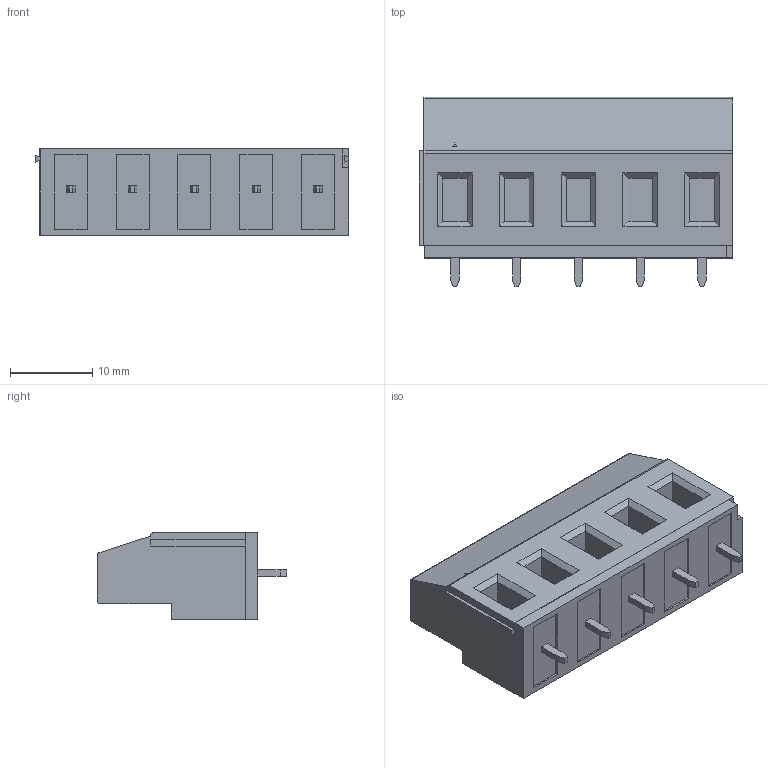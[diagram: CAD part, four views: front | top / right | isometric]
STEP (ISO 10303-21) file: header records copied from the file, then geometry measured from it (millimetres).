
FILE_DESCRIPTION (( 'STEP AP214' ), '1' );
FILE_NAME ('DG129-7.5-05P-14-00AH.STEP', '2021-01-12T19:49:39', ( '' ), ( '' ), 'SwSTEP 2.0', 'SolidWorks 2020', '' );
FILE_SCHEMA (( 'AUTOMOTIVE_DESIGN' ));
Length unit declared in the file: millimetre
Products named in the file (1): DG129-7.5-05P-14-00AH
Bounding box: 38.1 x 23 x 10.5 mm (x, y, z)
Volume: 5945.6 mm3; surface area: 3602.1 mm2
Topology: 1 solids, 1 shells, 592 faces, 1530 edges, 999 vertices
Faces by surface type: plane 344, bspline 166, cylinder 49, torus 25, cone 8
Entity records: 30306 total; most frequent: CARTESIAN_POINT 12500, ORIENTED_EDGE 3060, DIRECTION 2228, EDGE_CURVE 1530, LINE 1002, VECTOR 1002, VERTEX_POINT 999, EDGE_LOOP 651
